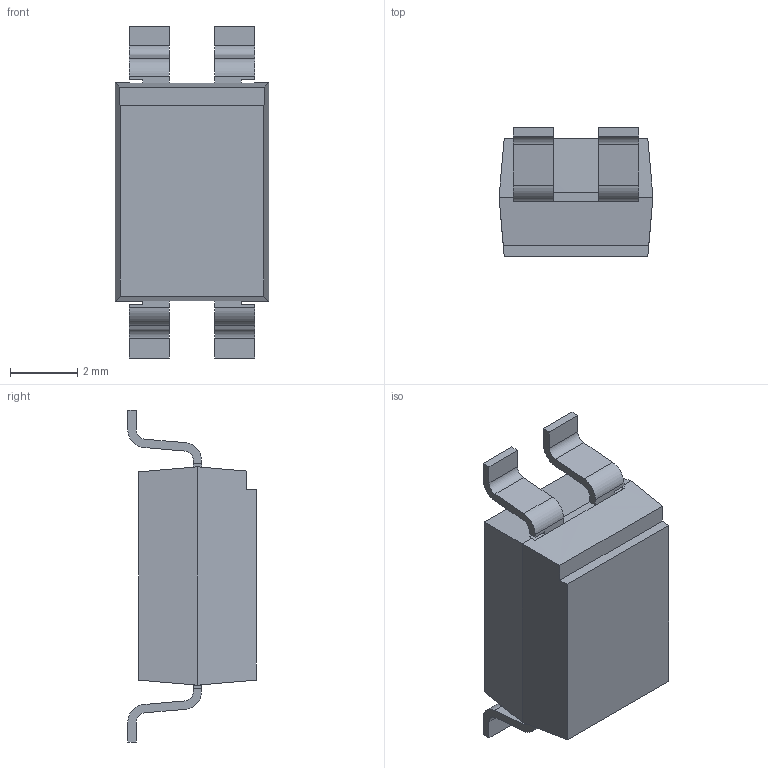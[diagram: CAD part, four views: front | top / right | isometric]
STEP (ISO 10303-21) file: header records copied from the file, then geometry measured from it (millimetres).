
FILE_DESCRIPTION (( 'STEP AP214' ), '1' );
FILE_NAME ('D2485ECF-C2CE-40B2-BCB1-A442C8C4362E.STEP', '2024-05-30T15:16:16', ( '' ), ( '' ), 'SwSTEP 2.0', 'SolidWorks 2022', '' );
FILE_SCHEMA (( 'AUTOMOTIVE_DESIGN' ));
Length unit declared in the file: millimetre
Products named in the file (1): D2485ECF-C2CE-40B2-BCB1-A442C8C4362E
Bounding box: 4.58 x 3.82 x 9.88 mm (x, y, z)
Volume: 101.5 mm3; surface area: 166.1 mm2
Topology: 1 solids, 1 shells, 84 faces, 234 edges, 152 vertices
Faces by surface type: plane 68, cylinder 16
Entity records: 3512 total; most frequent: CARTESIAN_POINT 475, ORIENTED_EDGE 460, DIRECTION 420, EDGE_CURVE 230, LINE 194, VECTOR 194, VERTEX_POINT 152, AXIS2_PLACEMENT_3D 113
